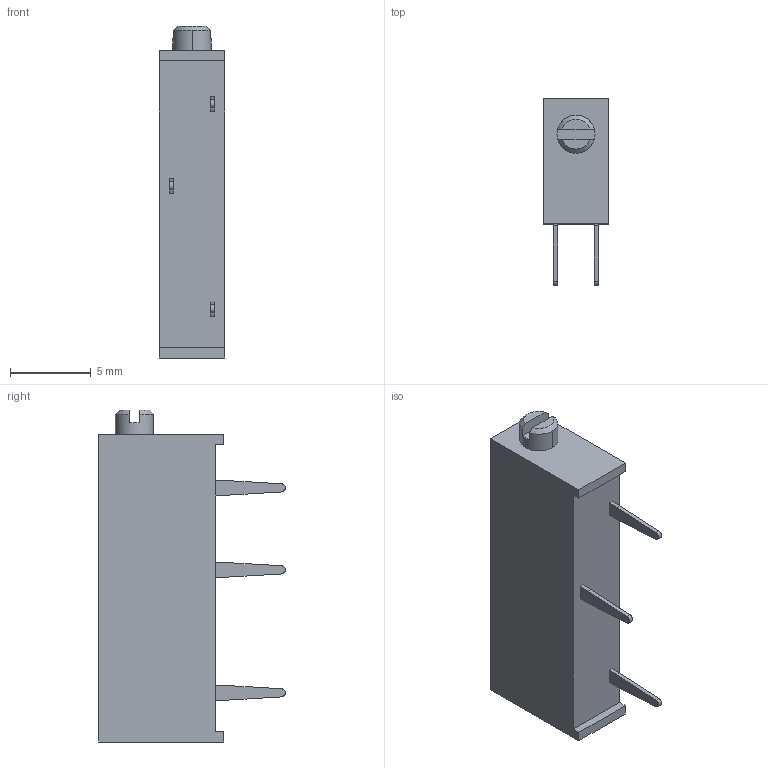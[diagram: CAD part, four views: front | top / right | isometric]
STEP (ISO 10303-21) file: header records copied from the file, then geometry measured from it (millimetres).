
FILE_DESCRIPTION((''),'2;1');
FILE_NAME('3005P_ASM','2012-10-23T',('stevec'),('Bourns, Inc.'),'PRO/ENGINEER BY PARAMETRIC TECHNOLOGY CORPORATION, 2012230','PRO/ENGINEER BY PARAMETRIC TECHNOLOGY CORPORATION, 2012230','');
FILE_SCHEMA(('CONFIG_CONTROL_DESIGN'));
Length unit declared in the file: inch
Products named in the file (2): 33256-44101; 3005P_ASM
Assembly tree (1 placements, depth 2):
  3005P_ASM
    33256-44101
Bounding box: 4.06 x 11.56 x 20.57 mm (x, y, z)
Volume: 570 mm3; surface area: 549.7 mm2
Topology: 1 solids, 2 shells, 48 faces, 118 edges, 78 vertices
Faces by surface type: plane 35, cylinder 9, cone 4
Entity records: 1493 total; most frequent: CARTESIAN_POINT 263, DIRECTION 242, ORIENTED_EDGE 236, EDGE_CURVE 118, VECTOR 88, LINE 88, VERTEX_POINT 78, AXIS2_PLACEMENT_3D 77
